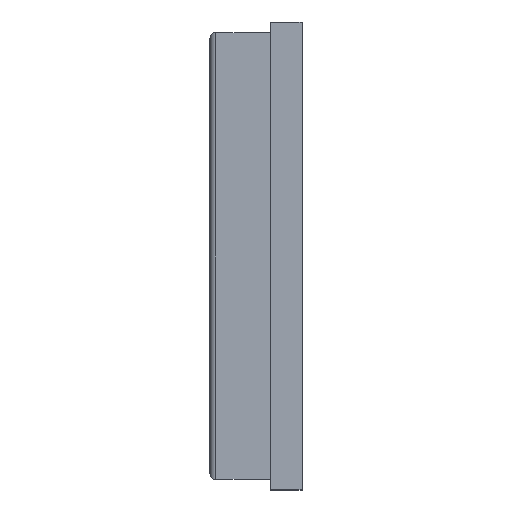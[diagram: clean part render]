
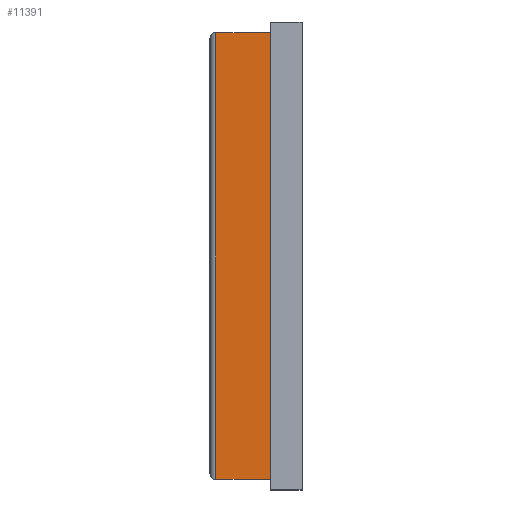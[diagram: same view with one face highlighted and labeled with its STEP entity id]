
A CAD part, left-side view. The second image highlights one B-rep face of the part: STEP entity #11391.
In plain terms, the highlighted planar face has unit normal (-1, 0, 0).
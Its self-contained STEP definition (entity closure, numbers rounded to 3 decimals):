
#721 = CARTESIAN_POINT ( 'NONE',  ( -15.575, 2.4, -0.275 ) ) ;
#800 = DIRECTION ( 'NONE',  ( 0., -1., 0. ) ) ;
#1252 = EDGE_CURVE ( 'NONE', #11942, #13473, #3917, .T. ) ;
#1449 = DIRECTION ( 'NONE',  ( 0., 0., 1. ) ) ;
#1528 = VECTOR ( 'NONE', #800, 1000. ) ;
#1949 = CARTESIAN_POINT ( 'NONE',  ( -15.575, 0.82, -11.925 ) ) ;
#2056 = EDGE_CURVE ( 'NONE', #7724, #13473, #15148, .T. ) ;
#2365 = CARTESIAN_POINT ( 'NONE',  ( -15.575, 2.25, -11.925 ) ) ;
#2939 = ORIENTED_EDGE ( 'NONE', *, *, #1252, .F. ) ;
#3169 = ORIENTED_EDGE ( 'NONE', *, *, #2056, .T. ) ;
#3917 = LINE ( 'NONE', #721, #10035 ) ;
#5731 = ORIENTED_EDGE ( 'NONE', *, *, #7200, .T. ) ;
#5853 = CARTESIAN_POINT ( 'NONE',  ( -15.575, 2.4, -11.925 ) ) ;
#7053 = VECTOR ( 'NONE', #8922, 1000. ) ;
#7072 = DIRECTION ( 'NONE',  ( 0., 0., -1. ) ) ;
#7200 = EDGE_CURVE ( 'NONE', #11942, #12401, #10281, .T. ) ;
#7537 = CARTESIAN_POINT ( 'NONE',  ( -15.575, 0.82, -11.925 ) ) ;
#7693 = CARTESIAN_POINT ( 'NONE',  ( -15.575, 2.25, -11.925 ) ) ;
#7724 = VERTEX_POINT ( 'NONE', #1949 ) ;
#8026 = LINE ( 'NONE', #11710, #1528 ) ;
#8585 = CARTESIAN_POINT ( 'NONE',  ( -15.575, 0.82, -0.275 ) ) ;
#8922 = DIRECTION ( 'NONE',  ( 0., 0., -1. ) ) ;
#10035 = VECTOR ( 'NONE', #10510, 1000. ) ;
#10281 = LINE ( 'NONE', #7693, #7053 ) ;
#10510 = DIRECTION ( 'NONE',  ( 0., -1., 0. ) ) ;
#10681 = EDGE_CURVE ( 'NONE', #12401, #7724, #8026, .T. ) ;
#11140 = ORIENTED_EDGE ( 'NONE', *, *, #10681, .T. ) ;
#11391 = ADVANCED_FACE ( 'NONE', ( #15826 ), #15546, .F. ) ;
#11523 = VECTOR ( 'NONE', #1449, 1000. ) ;
#11710 = CARTESIAN_POINT ( 'NONE',  ( -15.575, 2.4, -11.925 ) ) ;
#11942 = VERTEX_POINT ( 'NONE', #14291 ) ;
#12401 = VERTEX_POINT ( 'NONE', #2365 ) ;
#13473 = VERTEX_POINT ( 'NONE', #8585 ) ;
#13721 = AXIS2_PLACEMENT_3D ( 'NONE', #5853, #14357, #7072 ) ;
#14199 = EDGE_LOOP ( 'NONE', ( #2939, #5731, #11140, #3169 ) ) ;
#14291 = CARTESIAN_POINT ( 'NONE',  ( -15.575, 2.25, -0.275 ) ) ;
#14357 = DIRECTION ( 'NONE',  ( 1., 0., 0. ) ) ;
#15148 = LINE ( 'NONE', #7537, #11523 ) ;
#15546 = PLANE ( 'NONE',  #13721 ) ;
#15826 = FACE_OUTER_BOUND ( 'NONE', #14199, .T. ) ;
